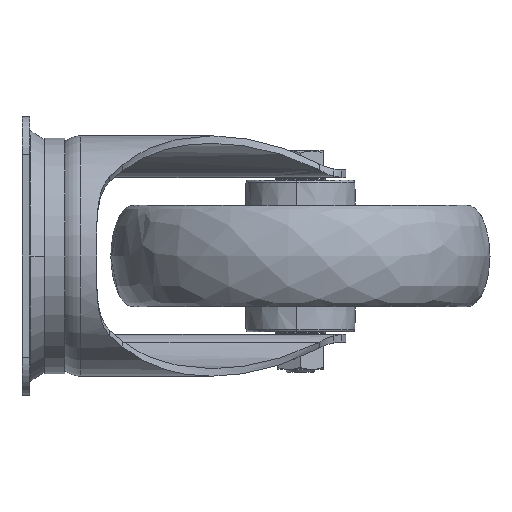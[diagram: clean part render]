
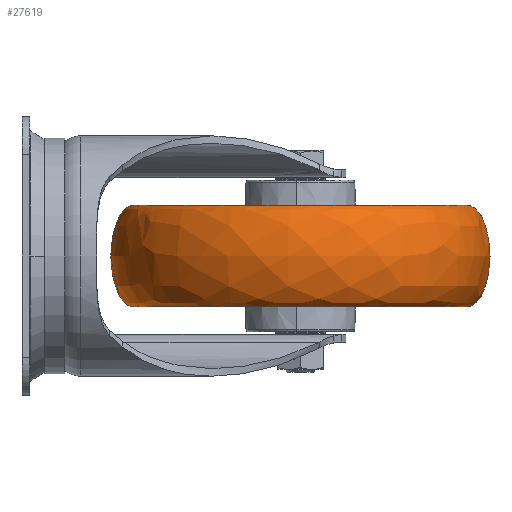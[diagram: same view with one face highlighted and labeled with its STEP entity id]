
A CAD part, left-side view. The second image highlights one B-rep face of the part: STEP entity #27619.
In plain terms, the highlighted free-form (B-spline) face has degree [3, 3] with [4, 4] control points.
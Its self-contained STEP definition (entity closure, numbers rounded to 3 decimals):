
#224 = EDGE_CURVE ( 'NONE', #8450, #2631, #5316, .T. ) ;
#422 = EDGE_CURVE ( 'NONE', #11490, #8450, #1716, .T. ) ;
#788 = CIRCLE ( 'NONE', #6571, 66. ) ;
#979 = DIRECTION ( 'NONE',  ( 0.065, 0.998, 0. ) ) ;
#1172 = ORIENTED_EDGE ( 'NONE', *, *, #27755, .F. ) ;
#1375 = FACE_OUTER_BOUND ( 'NONE', #18016, .T. ) ;
#1716 = CIRCLE ( 'NONE', #10222, 66. ) ;
#2202 = CARTESIAN_POINT ( 'NONE',  ( 59.271, -44.138, 20. ) ) ;
#2333 = CARTESIAN_POINT ( 'NONE',  ( -107.212, -15.304, -20. ) ) ;
#2631 = VERTEX_POINT ( 'NONE', #8761 ) ;
#3051 = DIRECTION ( 'NONE',  ( 0., 0., 1. ) ) ;
#3521 = CARTESIAN_POINT ( 'NONE',  ( 50.729, -175.862, 20. ) ) ;
#4563 = CARTESIAN_POINT ( 'NONE',  ( -72.452, -35.596, -20. ) ) ;
#4696 = CARTESIAN_POINT ( 'NONE',  ( 55., -110., -20. ) ) ;
#4716 = CARTESIAN_POINT ( 'NONE',  ( 50.729, -175.862, -20. ) ) ;
#5247 = CARTESIAN_POINT ( 'NONE',  ( 59.271, -44.138, -20. ) ) ;
#5316 =( BOUNDED_CURVE ( )  B_SPLINE_CURVE ( 3, ( #12516, #16387, #18366, #3521 ),
 .UNSPECIFIED., .F., .F. ) 
 B_SPLINE_CURVE_WITH_KNOTS ( ( 4, 4 ),
 ( 0., 3.142 ),
 .UNSPECIFIED. ) 
 CURVE ( )  GEOMETRIC_REPRESENTATION_ITEM ( )  RATIONAL_B_SPLINE_CURVE ( ( 1., 0.333, 0.333, 1. ) ) 
 REPRESENTATION_ITEM ( '' )  );
#5401 = EDGE_CURVE ( 'NONE', #27079, #2631, #788, .T. ) ;
#5687 = CARTESIAN_POINT ( 'NONE',  ( 60.436, -26.176, 20. ) ) ;
#6571 = AXIS2_PLACEMENT_3D ( 'NONE', #26787, #3051, #979 ) ;
#6824 = CARTESIAN_POINT ( 'NONE',  ( -107.212, -15.304, 20. ) ) ;
#7234 = ORIENTED_EDGE ( 'NONE', *, *, #5401, .F. ) ;
#8450 = VERTEX_POINT ( 'NONE', #20811 ) ;
#8761 = CARTESIAN_POINT ( 'NONE',  ( 50.729, -175.862, 20. ) ) ;
#10222 = AXIS2_PLACEMENT_3D ( 'NONE', #4696, #23508, #15292 ) ;
#10892 = CARTESIAN_POINT ( 'NONE',  ( -118.084, -182.952, -20. ) ) ;
#11053 = CARTESIAN_POINT ( 'NONE',  ( -80.995, -167.319, 20. ) ) ;
#11490 = VERTEX_POINT ( 'NONE', #5247 ) ;
#12108 = ORIENTED_EDGE ( 'NONE', *, *, #422, .T. ) ;
#12516 = CARTESIAN_POINT ( 'NONE',  ( 50.729, -175.862, -20. ) ) ;
#12899 = CARTESIAN_POINT ( 'NONE',  ( 49.564, -193.824, -20. ) ) ;
#13843 = CARTESIAN_POINT ( 'NONE',  ( 59.271, -44.138, 20. ) ) ;
#14702 =( BOUNDED_CURVE ( )  B_SPLINE_CURVE ( 3, ( #16554, #27149, #5687, #18518 ),
 .UNSPECIFIED., .F., .F. ) 
 B_SPLINE_CURVE_WITH_KNOTS ( ( 4, 4 ),
 ( 0., 3.142 ),
 .UNSPECIFIED. ) 
 CURVE ( )  GEOMETRIC_REPRESENTATION_ITEM ( )  RATIONAL_B_SPLINE_CURVE ( ( 1., 0.333, 0.333, 1. ) ) 
 REPRESENTATION_ITEM ( '' )  );
#15292 = DIRECTION ( 'NONE',  ( 0.065, 0.998, 0. ) ) ;
#16387 = CARTESIAN_POINT ( 'NONE',  ( 49.564, -193.824, -20. ) ) ;
#16554 = CARTESIAN_POINT ( 'NONE',  ( 59.271, -44.138, -20. ) ) ;
#17129 = CARTESIAN_POINT ( 'NONE',  ( 59.271, -44.138, -20. ) ) ;
#17520 = ORIENTED_EDGE ( 'NONE', *, *, #224, .T. ) ;
#18016 = EDGE_LOOP ( 'NONE', ( #12108, #17520, #7234, #1172 ) ) ;
#18366 = CARTESIAN_POINT ( 'NONE',  ( 49.564, -193.824, 20. ) ) ;
#18518 = CARTESIAN_POINT ( 'NONE',  ( 59.271, -44.138, 20. ) ) ;
#19711 = CARTESIAN_POINT ( 'NONE',  ( 60.436, -26.176, 20. ) ) ;
#20811 = CARTESIAN_POINT ( 'NONE',  ( 50.729, -175.862, -20. ) ) ;
#21407 =( BOUNDED_SURFACE ( )  B_SPLINE_SURFACE ( 3, 3, ( 
 ( #17129, #4563, #21988, #4716 ),
 ( #26201, #2333, #10892, #12899 ),
 ( #19711, #6824, #27764, #27903 ),
 ( #2202, #25933, #11053, #25782 ) ),
 .UNSPECIFIED., .F., .F., .F. ) 
 B_SPLINE_SURFACE_WITH_KNOTS ( ( 4, 4 ),
 ( 4, 4 ),
 ( 0., 1. ),
 ( 0., 1. ),
 .UNSPECIFIED. ) 
 GEOMETRIC_REPRESENTATION_ITEM ( )  RATIONAL_B_SPLINE_SURFACE ( (
 ( 1., 0.333, 0.333, 1.),
 ( 0.333, 0.111, 0.111, 0.333),
 ( 0.333, 0.111, 0.111, 0.333),
 ( 1., 0.333, 0.333, 1.) ) ) 
 REPRESENTATION_ITEM ( '' )  SURFACE ( )  );
#21988 = CARTESIAN_POINT ( 'NONE',  ( -80.995, -167.319, -20. ) ) ;
#23508 = DIRECTION ( 'NONE',  ( 0., 0., 1. ) ) ;
#25782 = CARTESIAN_POINT ( 'NONE',  ( 50.729, -175.862, 20. ) ) ;
#25933 = CARTESIAN_POINT ( 'NONE',  ( -72.452, -35.596, 20. ) ) ;
#26201 = CARTESIAN_POINT ( 'NONE',  ( 60.436, -26.176, -20. ) ) ;
#26787 = CARTESIAN_POINT ( 'NONE',  ( 55., -110., 20. ) ) ;
#27079 = VERTEX_POINT ( 'NONE', #13843 ) ;
#27149 = CARTESIAN_POINT ( 'NONE',  ( 60.436, -26.176, -20. ) ) ;
#27619 = ADVANCED_FACE ( 'NONE', ( #1375 ), #21407, .F. ) ;
#27755 = EDGE_CURVE ( 'NONE', #11490, #27079, #14702, .T. ) ;
#27764 = CARTESIAN_POINT ( 'NONE',  ( -118.084, -182.952, 20. ) ) ;
#27903 = CARTESIAN_POINT ( 'NONE',  ( 49.564, -193.824, 20. ) ) ;
